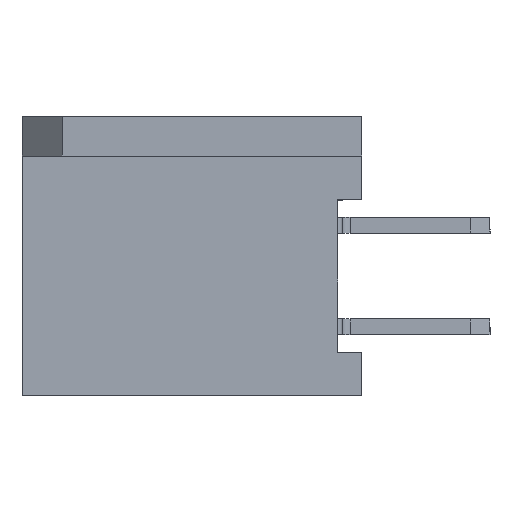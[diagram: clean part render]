
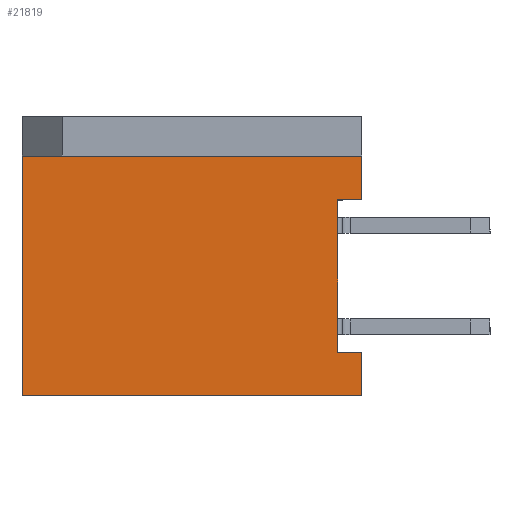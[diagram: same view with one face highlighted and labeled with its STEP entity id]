
A CAD part, left-side view. The second image highlights one B-rep face of the part: STEP entity #21819.
In plain terms, the highlighted planar face has unit normal (-1, 0, 0).
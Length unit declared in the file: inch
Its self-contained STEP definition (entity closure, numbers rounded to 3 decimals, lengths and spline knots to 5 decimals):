
#906 = ORIENTED_EDGE ( 'NONE', *, *, #22482, .F. ) ;
#1223 = ORIENTED_EDGE ( 'NONE', *, *, #4597, .F. ) ;
#1292 = VECTOR ( 'NONE', #25650, 39.37008 ) ;
#1459 = ORIENTED_EDGE ( 'NONE', *, *, #8137, .F. ) ;
#2342 = LINE ( 'NONE', #26451, #23161 ) ;
#2537 = CARTESIAN_POINT ( 'NONE',  ( -0.45, 0., 0.14665 ) ) ;
#2852 = VERTEX_POINT ( 'NONE', #18774 ) ;
#3937 = VECTOR ( 'NONE', #9170, 39.37008 ) ;
#4597 = EDGE_CURVE ( 'NONE', #14156, #14867, #23420, .T. ) ;
#4626 = PLANE ( 'NONE',  #26018 ) ;
#4696 = DIRECTION ( 'NONE',  ( 0., 0., -1. ) ) ;
#5886 = LINE ( 'NONE', #7865, #20550 ) ;
#6721 = DIRECTION ( 'NONE',  ( 0., 0., -1. ) ) ;
#6818 = CARTESIAN_POINT ( 'NONE',  ( -0.45, 0., 0.23031 ) ) ;
#7780 = CARTESIAN_POINT ( 'NONE',  ( -0.45, 0.1378, 0.23031 ) ) ;
#7865 = CARTESIAN_POINT ( 'NONE',  ( -0.45, -0.05512, 0.23031 ) ) ;
#8137 = EDGE_CURVE ( 'NONE', #14384, #2852, #19038, .T. ) ;
#8191 = ORIENTED_EDGE ( 'NONE', *, *, #18299, .F. ) ;
#8910 = DIRECTION ( 'NONE',  ( 0., -1., 0. ) ) ;
#9170 = DIRECTION ( 'NONE',  ( 0., 0., 1. ) ) ;
#9178 = ORIENTED_EDGE ( 'NONE', *, *, #15391, .F. ) ;
#9365 = CARTESIAN_POINT ( 'NONE',  ( -0.45, 0.1378, -0.10433 ) ) ;
#9545 = FACE_OUTER_BOUND ( 'NONE', #14339, .T. ) ;
#9974 = DIRECTION ( 'NONE',  ( 0., 0., 1. ) ) ;
#10789 = LINE ( 'NONE', #17559, #3937 ) ;
#11238 = ORIENTED_EDGE ( 'NONE', *, *, #13106, .F. ) ;
#11451 = CARTESIAN_POINT ( 'NONE',  ( -0.45, -0.09843, -0.10433 ) ) ;
#11571 = CARTESIAN_POINT ( 'NONE',  ( -0.45, 0.09449, -0.08071 ) ) ;
#11837 = ORIENTED_EDGE ( 'NONE', *, *, #16547, .F. ) ;
#11882 = DIRECTION ( 'NONE',  ( 0., 1., 0. ) ) ;
#12896 = DIRECTION ( 'NONE',  ( 1., 0., 0. ) ) ;
#13017 = VECTOR ( 'NONE', #17245, 39.37008 ) ;
#13106 = EDGE_CURVE ( 'NONE', #14867, #26527, #21096, .T. ) ;
#14156 = VERTEX_POINT ( 'NONE', #24472 ) ;
#14339 = EDGE_LOOP ( 'NONE', ( #11238, #1223, #17958, #906, #8191, #1459, #9178, #11837 ) ) ;
#14384 = VERTEX_POINT ( 'NONE', #7780 ) ;
#14867 = VERTEX_POINT ( 'NONE', #11571 ) ;
#15181 = CARTESIAN_POINT ( 'NONE',  ( -0.45, 0., -0.10433 ) ) ;
#15391 = EDGE_CURVE ( 'NONE', #15443, #14384, #10789, .T. ) ;
#15443 = VERTEX_POINT ( 'NONE', #9365 ) ;
#15557 = VECTOR ( 'NONE', #24712, 39.37008 ) ;
#16072 = VERTEX_POINT ( 'NONE', #11451 ) ;
#16343 = CARTESIAN_POINT ( 'NONE',  ( -0.45, 0.09449, 0.23031 ) ) ;
#16547 = EDGE_CURVE ( 'NONE', #26527, #15443, #19513, .T. ) ;
#16934 = CARTESIAN_POINT ( 'NONE',  ( -0.45, 0.09449, -0.10433 ) ) ;
#17245 = DIRECTION ( 'NONE',  ( 0., 1., 0. ) ) ;
#17388 = VECTOR ( 'NONE', #4696, 39.37008 ) ;
#17559 = CARTESIAN_POINT ( 'NONE',  ( -0.45, 0.1378, 0.31398 ) ) ;
#17958 = ORIENTED_EDGE ( 'NONE', *, *, #23025, .F. ) ;
#18056 = LINE ( 'NONE', #21357, #17388 ) ;
#18299 = EDGE_CURVE ( 'NONE', #2852, #16072, #18056, .T. ) ;
#18370 = VECTOR ( 'NONE', #8910, 39.37008 ) ;
#18774 = CARTESIAN_POINT ( 'NONE',  ( -0.45, -0.09843, 0.23031 ) ) ;
#19038 = LINE ( 'NONE', #6818, #18370 ) ;
#19124 = VERTEX_POINT ( 'NONE', #24195 ) ;
#19513 = LINE ( 'NONE', #15181, #13017 ) ;
#20550 = VECTOR ( 'NONE', #9974, 39.37008 ) ;
#21096 = LINE ( 'NONE', #16343, #15557 ) ;
#21357 = CARTESIAN_POINT ( 'NONE',  ( -0.45, -0.09843, 0.14665 ) ) ;
#21819 = ADVANCED_FACE ( 'NONE', ( #9545 ), #4626, .F. ) ;
#22482 = EDGE_CURVE ( 'NONE', #16072, #19124, #2342, .T. ) ;
#23025 = EDGE_CURVE ( 'NONE', #19124, #14156, #5886, .T. ) ;
#23161 = VECTOR ( 'NONE', #11882, 39.37008 ) ;
#23420 = LINE ( 'NONE', #25399, #1292 ) ;
#24195 = CARTESIAN_POINT ( 'NONE',  ( -0.45, -0.05512, -0.10433 ) ) ;
#24472 = CARTESIAN_POINT ( 'NONE',  ( -0.45, -0.05512, -0.08071 ) ) ;
#24712 = DIRECTION ( 'NONE',  ( 0., 0., -1. ) ) ;
#25399 = CARTESIAN_POINT ( 'NONE',  ( -0.45, 0., -0.08071 ) ) ;
#25650 = DIRECTION ( 'NONE',  ( 0., 1., 0. ) ) ;
#26018 = AXIS2_PLACEMENT_3D ( 'NONE', #2537, #12896, #6721 ) ;
#26451 = CARTESIAN_POINT ( 'NONE',  ( -0.45, -0.02362, -0.10433 ) ) ;
#26527 = VERTEX_POINT ( 'NONE', #16934 ) ;
